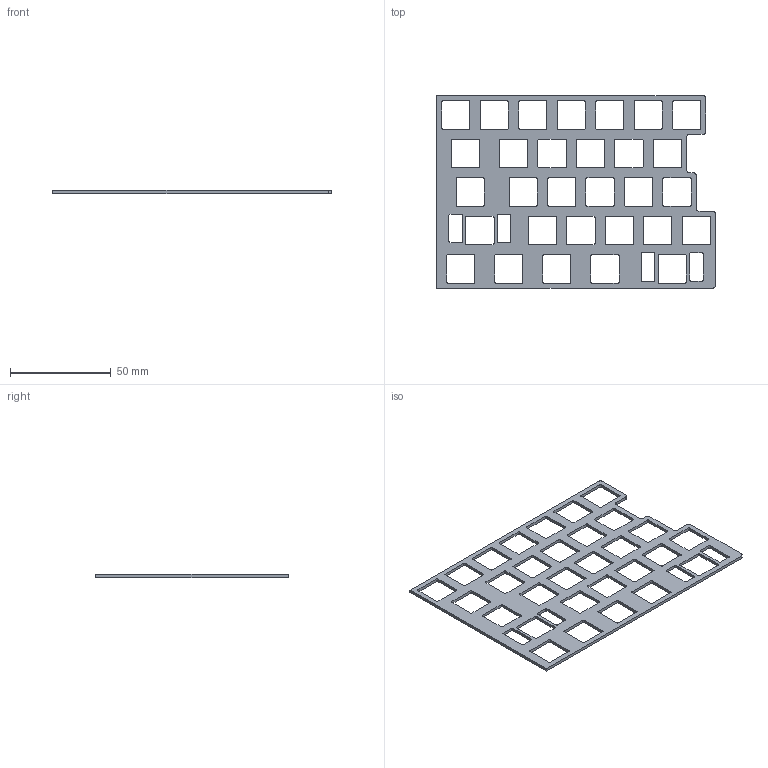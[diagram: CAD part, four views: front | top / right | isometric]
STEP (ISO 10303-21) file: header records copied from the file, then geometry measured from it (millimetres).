
FILE_DESCRIPTION(/* description */ (''),/* implementation_level */ '2;1');
FILE_NAME(/* name */ 'plate-left.step',/* time_stamp */ '2021-04-17T21:49:56-07:00',/* author */ (''),/* organization */ (''),/* preprocessor_version */ 'ST-DEVELOPER v18.1',/* originating_system */ 'Autodesk Translation Framework v10.6.0.1341',/* authorisation */ '');
FILE_SCHEMA (('AUTOMOTIVE_DESIGN { 1 0 10303 214 3 1 1 }'));
Length unit declared in the file: millimetre
Products named in the file (1): plate-left
Bounding box: 138.05 x 95.25 x 1.5 mm (x, y, z)
Volume: 9533.5 mm3; surface area: 16157.8 mm2
Topology: 1 solids, 1 shells, 292 faces, 870 edges, 580 vertices
Faces by surface type: plane 148, cylinder 144
Entity records: 10051 total; most frequent: DIRECTION 1744, CARTESIAN_POINT 1743, ORIENTED_EDGE 1740, EDGE_CURVE 870, LINE 582, VECTOR 582, AXIS2_PLACEMENT_3D 581, VERTEX_POINT 580
